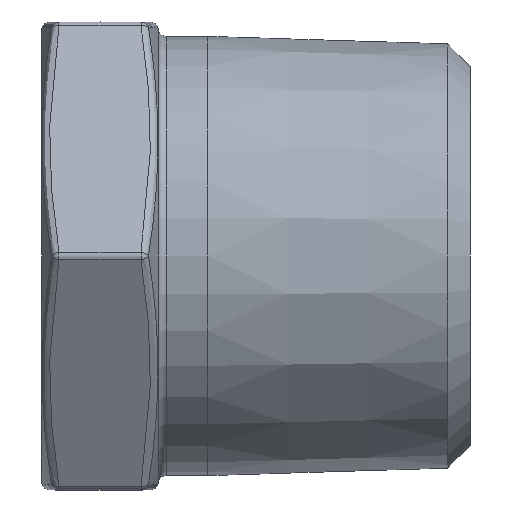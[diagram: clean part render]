
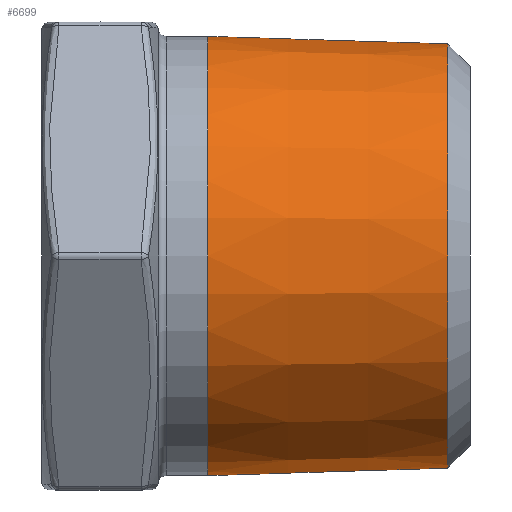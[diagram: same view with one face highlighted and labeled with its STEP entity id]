
A CAD part, front view. The second image highlights one B-rep face of the part: STEP entity #6699.
In plain terms, the highlighted conical face has half-angle 1.79 degrees and reference radius 8.331 mm.
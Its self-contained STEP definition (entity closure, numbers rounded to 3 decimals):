
#66 = CARTESIAN_POINT ( 'NONE',  ( 6.4, 0., 0. ) ) ;
#139 = AXIS2_PLACEMENT_3D ( 'NONE', #9607, #14543, #14468 ) ;
#590 = CARTESIAN_POINT ( 'NONE',  ( 15.616, 0., 0. ) ) ;
#771 = VERTEX_POINT ( 'NONE', #5685 ) ;
#872 = CIRCLE ( 'NONE', #9884, 8.159 ) ;
#1824 = AXIS2_PLACEMENT_3D ( 'NONE', #66, #12358, #11128 ) ;
#2938 = EDGE_CURVE ( 'NONE', #771, #771, #14466, .T. ) ;
#3617 = ORIENTED_EDGE ( 'NONE', *, *, #2938, .F. ) ;
#4451 = DIRECTION ( 'NONE',  ( -1., 0., 0. ) ) ;
#4985 = CONICAL_SURFACE ( 'NONE', #139, 8.331, 0.031 ) ;
#5429 = EDGE_CURVE ( 'NONE', #9640, #9640, #872, .T. ) ;
#5685 = CARTESIAN_POINT ( 'NONE',  ( 6.4, 0., 8.447 ) ) ;
#6699 = ADVANCED_FACE ( 'NONE', ( #10746, #13263 ), #4985, .T. ) ;
#8169 = EDGE_LOOP ( 'NONE', ( #3617 ) ) ;
#9607 = CARTESIAN_POINT ( 'NONE',  ( 10.1, 0., 0. ) ) ;
#9640 = VERTEX_POINT ( 'NONE', #9723 ) ;
#9723 = CARTESIAN_POINT ( 'NONE',  ( 15.616, 0., 8.159 ) ) ;
#9884 = AXIS2_PLACEMENT_3D ( 'NONE', #590, #4451, #14240 ) ;
#10746 = FACE_BOUND ( 'NONE', #12691, .T. ) ;
#11128 = DIRECTION ( 'NONE',  ( 0., 0., 1. ) ) ;
#12358 = DIRECTION ( 'NONE',  ( -1., 0., 0. ) ) ;
#12691 = EDGE_LOOP ( 'NONE', ( #14909 ) ) ;
#13263 = FACE_OUTER_BOUND ( 'NONE', #8169, .T. ) ;
#14240 = DIRECTION ( 'NONE',  ( 0., 0., 1. ) ) ;
#14466 = CIRCLE ( 'NONE', #1824, 8.447 ) ;
#14468 = DIRECTION ( 'NONE',  ( 0., 0., 1. ) ) ;
#14543 = DIRECTION ( 'NONE',  ( -1., 0., 0. ) ) ;
#14909 = ORIENTED_EDGE ( 'NONE', *, *, #5429, .T. ) ;
